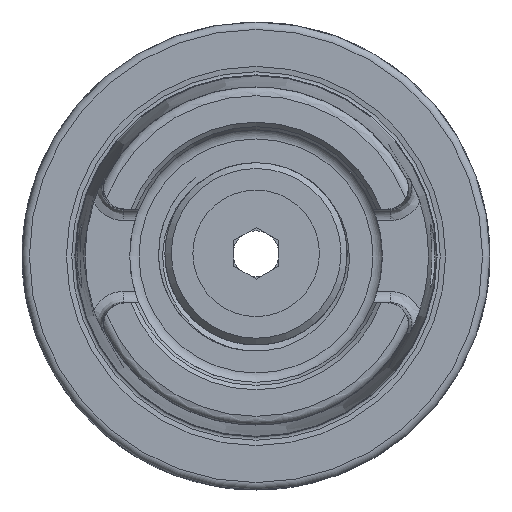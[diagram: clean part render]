
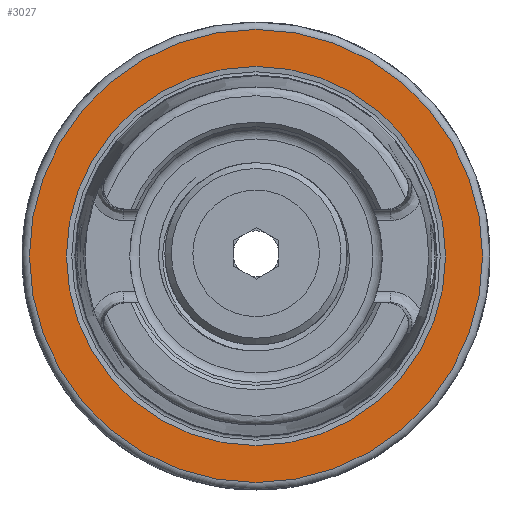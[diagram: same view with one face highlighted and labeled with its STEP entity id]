
A CAD part, left-side view. The second image highlights one B-rep face of the part: STEP entity #3027.
In plain terms, the highlighted planar face has unit normal (-1, 0, 0).
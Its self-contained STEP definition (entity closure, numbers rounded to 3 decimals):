
#125=FACE_BOUND('',#544,.T.);
#183=PLANE('',#3332);
#350=FACE_OUTER_BOUND('',#543,.T.);
#543=EDGE_LOOP('',(#2729));
#544=EDGE_LOOP('',(#2730));
#701=CIRCLE('',#3331,25.521);
#702=CIRCLE('',#3333,30.5);
#1421=VERTEX_POINT('',#8841);
#1422=VERTEX_POINT('',#8845);
#1862=EDGE_CURVE('',#1421,#1421,#701,.T.);
#1863=EDGE_CURVE('',#1422,#1422,#702,.T.);
#2729=ORIENTED_EDGE('',*,*,#1863,.F.);
#2730=ORIENTED_EDGE('',*,*,#1862,.T.);
#3027=ADVANCED_FACE('',(#350,#125),#183,.T.);
#3331=AXIS2_PLACEMENT_3D('',#8843,#4026,#4027);
#3332=AXIS2_PLACEMENT_3D('',#8844,#4028,#4029);
#3333=AXIS2_PLACEMENT_3D('',#8846,#4030,#4031);
#4026=DIRECTION('center_axis',(1.,0.,0.));
#4027=DIRECTION('ref_axis',(0.,0.,-1.));
#4028=DIRECTION('center_axis',(-1.,0.,0.));
#4029=DIRECTION('ref_axis',(0.,0.,1.));
#4030=DIRECTION('center_axis',(1.,0.,0.));
#4031=DIRECTION('ref_axis',(0.,0.,-1.));
#8841=CARTESIAN_POINT('',(0.,-25.521,0.));
#8843=CARTESIAN_POINT('Origin',(0.,0.,
0.));
#8844=CARTESIAN_POINT('Origin',(0.,30.5,0.));
#8845=CARTESIAN_POINT('',(0.,0.,30.5));
#8846=CARTESIAN_POINT('Origin',(0.,0.,
0.));
